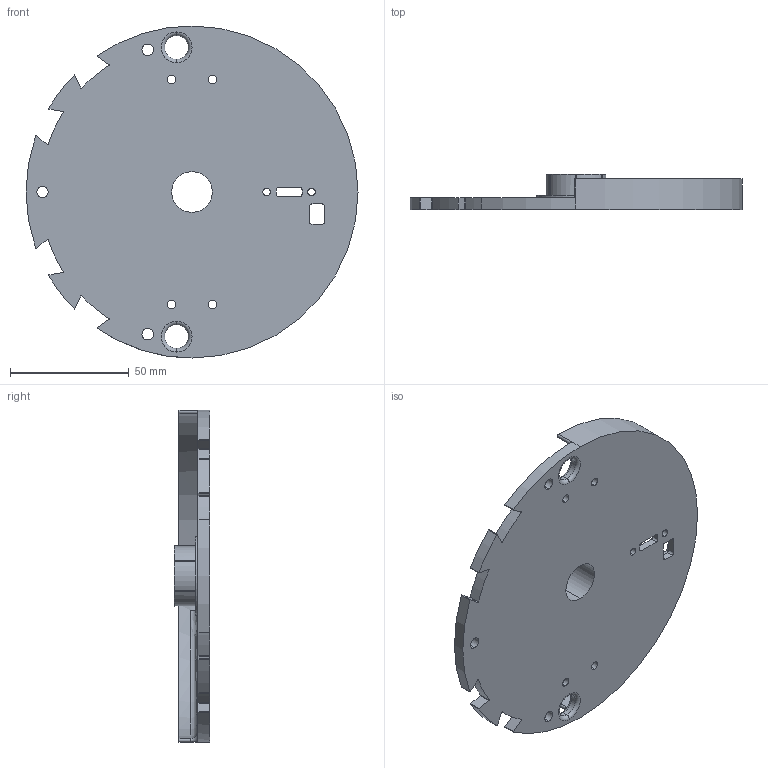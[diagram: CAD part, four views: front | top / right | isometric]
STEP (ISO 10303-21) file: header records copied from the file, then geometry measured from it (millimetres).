
FILE_DESCRIPTION (( 'STEP AP214' ), '1' );
FILE_NAME ('rotating_mount_floor_v3.STEP', '2025-02-15T00:05:06', ( '' ), ( '' ), 'SwSTEP 2.0', 'SolidWorks 2024', '' );
FILE_SCHEMA (( 'AUTOMOTIVE_DESIGN' ));
Length unit declared in the file: millimetre
Products named in the file (1): rotating_mount_floor_v3
Bounding box: 140 x 15 x 140 mm (x, y, z)
Volume: 76885.6 mm3; surface area: 37614 mm2
Topology: 1 solids, 1 shells, 123 faces, 345 edges, 226 vertices
Faces by surface type: cylinder 77, plane 27, torus 10, cone 9
Entity records: 4262 total; most frequent: CARTESIAN_POINT 858, DIRECTION 767, ORIENTED_EDGE 690, EDGE_CURVE 345, AXIS2_PLACEMENT_3D 315, VERTEX_POINT 226, CIRCLE 191, EDGE_LOOP 153
